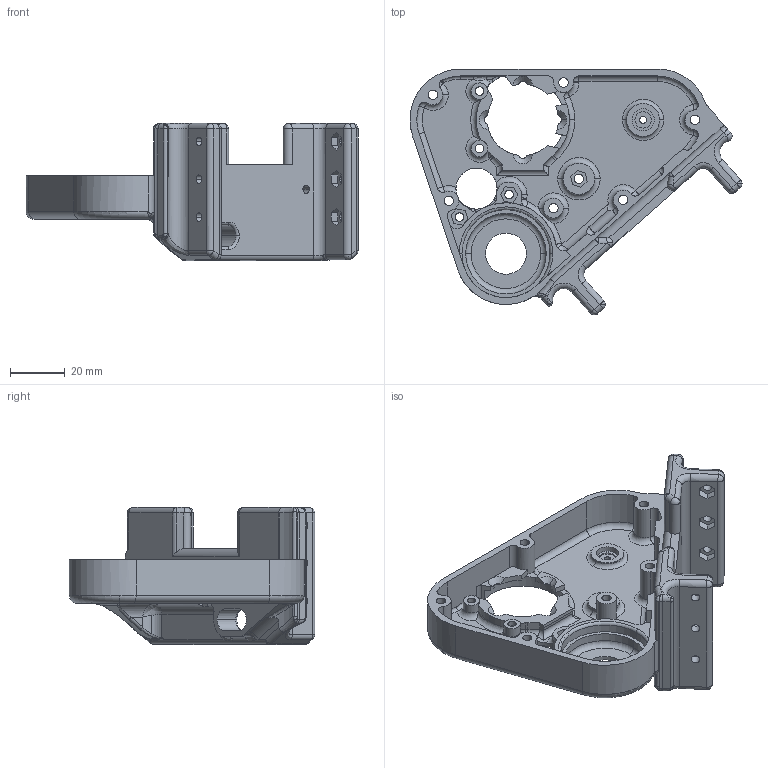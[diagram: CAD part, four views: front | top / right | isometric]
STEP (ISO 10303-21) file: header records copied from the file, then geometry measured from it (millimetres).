
FILE_DESCRIPTION (( 'STEP AP214' ), '1' );
FILE_NAME ('link0_a.STEP', '2023-07-17T12:34:15', ( '' ), ( '' ), 'SwSTEP 2.0', 'SolidWorks 2022', '' );
FILE_SCHEMA (( 'AUTOMOTIVE_DESIGN' ));
Length unit declared in the file: millimetre
Products named in the file (1): link0_a
Bounding box: 121.1 x 89.62 x 50 mm (x, y, z)
Volume: 58944.9 mm3; surface area: 34246.3 mm2
Topology: 1 solids, 1 shells, 610 faces, 1591 edges, 960 vertices
Faces by surface type: cylinder 240, plane 205, torus 61, bspline 60, sphere 39, cone 5
Entity records: 20341 total; most frequent: CARTESIAN_POINT 5789, ORIENTED_EDGE 3094, DIRECTION 3047, EDGE_CURVE 1547, AXIS2_PLACEMENT_3D 1160, VERTEX_POINT 954, VECTOR 727, LINE 727
